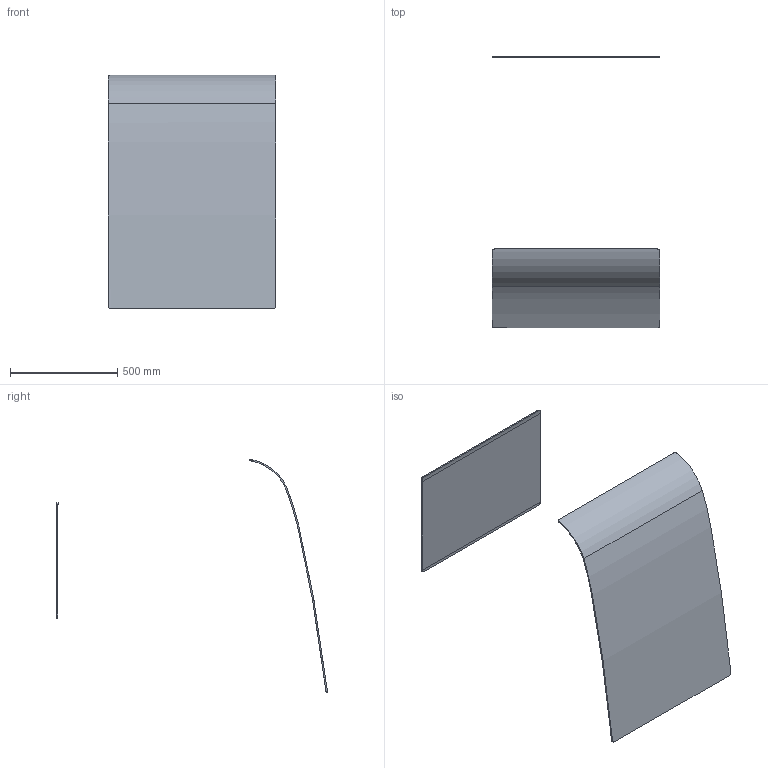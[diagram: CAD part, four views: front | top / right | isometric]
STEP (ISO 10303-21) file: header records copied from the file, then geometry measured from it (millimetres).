
FILE_DESCRIPTION (( 'STEP AP203' ), '1' );
FILE_NAME ('Cab_Hardware.STEP', '2023-07-27T05:57:01', ( '' ), ( '' ), 'SwSTEP 2.0', 'SolidWorks 2021', '' );
FILE_SCHEMA (( 'CONFIG_CONTROL_DESIGN' ));
Length unit declared in the file: centimetre
Products named in the file (4): Part 32; Glass; Cab _1_; Cab_Hardware
Assembly tree (3 placements, depth 3):
  Cab_Hardware
    Cab _1_
      Part 32
      Glass
Bounding box: 778.96 x 1261 x 1087.18 mm (x, y, z)
Volume: 8595766 mm3; surface area: 2748775.4 mm2
Topology: 2 solids, 2 shells, 26 faces, 66 edges, 44 vertices
Faces by surface type: cylinder 14, plane 10, bspline 2
Entity records: 1875 total; most frequent: CARTESIAN_POINT 864, ORIENTED_EDGE 132, DIRECTION 120, EDGE_CURVE 66, VERTEX_POINT 44, AXIS2_PLACEMENT_3D 43, PERSON_AND_ORGANIZATION 35, LINE 34
